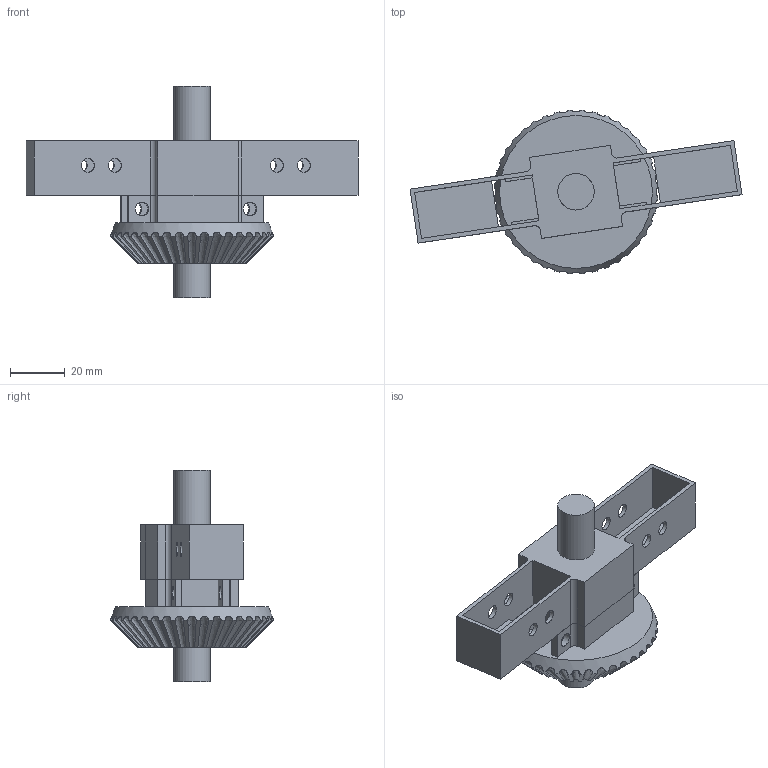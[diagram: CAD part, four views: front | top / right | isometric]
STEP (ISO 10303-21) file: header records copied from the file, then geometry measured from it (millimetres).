
FILE_DESCRIPTION(/* description */ (''),/* implementation_level */ '2;1');
FILE_NAME(/* name */ 'gripper_base_ipt_f62a0844.STEP',/* time_stamp */ '2021-11-11T18:32:14-06:00',/* author */ ('epm01'),/* organization */ (''),/* preprocessor_version */ 'ST-DEVELOPER v18.1',/* originating_system */ 'Autodesk Inventor 2021',/* authorisation */ '');
FILE_SCHEMA (('AUTOMOTIVE_DESIGN { 1 0 10303 214 3 1 1 }'));
Length unit declared in the file: millimetre
Products named in the file (1): gripper_base
Bounding box: 121.64 x 59.92 x 77.5 mm (x, y, z)
Volume: 71944.5 mm3; surface area: 29783.7 mm2
Topology: 3 solids, 3 shells, 157 faces, 447 edges, 298 vertices
Faces by surface type: plane 52, cone 41, bspline 40, cylinder 24
Full cylindrical faces by diameter (mm): 5 x12, 13.333 x4
Entity records: 7715 total; most frequent: CARTESIAN_POINT 3762, ORIENTED_EDGE 894, DIRECTION 651, EDGE_CURVE 447, VERTEX_POINT 298, AXIS2_PLACEMENT_3D 247, EDGE_LOOP 191, B_SPLINE_CURVE_WITH_KNOTS 161
